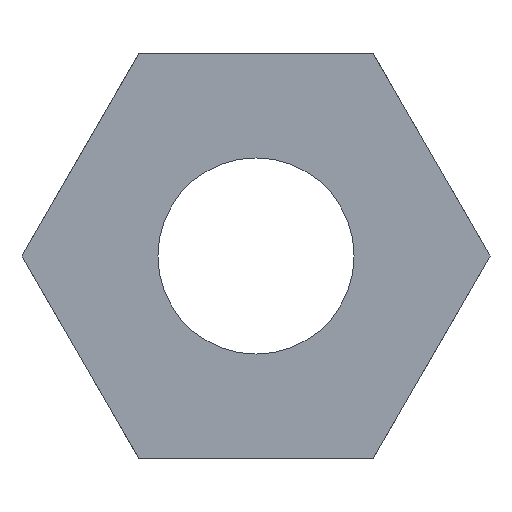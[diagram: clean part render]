
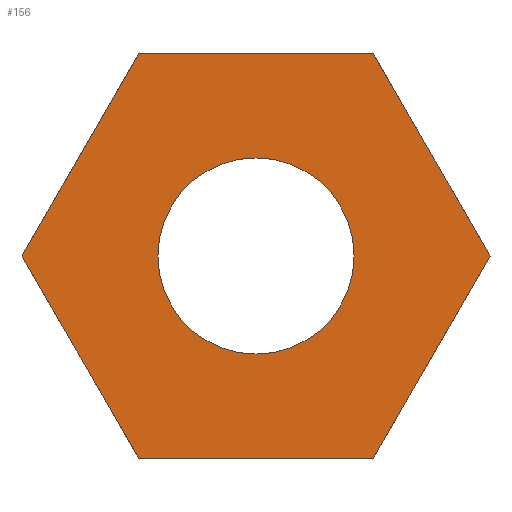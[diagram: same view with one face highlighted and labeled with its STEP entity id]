
A CAD part, front view. The second image highlights one B-rep face of the part: STEP entity #156.
In plain terms, the highlighted planar face has unit normal (0, -1, 0).
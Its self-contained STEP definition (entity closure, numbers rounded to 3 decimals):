
#7 = AXIS2_PLACEMENT_3D ( 'NONE', #108, #638, #822 ) ;
#27 = CARTESIAN_POINT ( 'NONE',  ( -89.489, 0., 0. ) ) ;
#63 = CARTESIAN_POINT ( 'NONE',  ( -44.745, 0., -77.5 ) ) ;
#76 = CARTESIAN_POINT ( 'NONE',  ( 44.745, 0., -77.5 ) ) ;
#78 = CIRCLE ( 'NONE', #7, 37.5 ) ;
#88 = LINE ( 'NONE', #229, #405 ) ;
#94 = CARTESIAN_POINT ( 'NONE',  ( 89.489, 0., 0. ) ) ;
#108 = CARTESIAN_POINT ( 'NONE',  ( 0., 0., 0. ) ) ;
#111 = LINE ( 'NONE', #27, #279 ) ;
#113 = VERTEX_POINT ( 'NONE', #94 ) ;
#117 = EDGE_LOOP ( 'NONE', ( #160, #827 ) ) ;
#120 = EDGE_CURVE ( 'NONE', #113, #555, #88, .T. ) ;
#121 = EDGE_CURVE ( 'NONE', #255, #725, #78, .T. ) ;
#125 = AXIS2_PLACEMENT_3D ( 'NONE', #520, #140, #578 ) ;
#140 = DIRECTION ( 'NONE',  ( 0., 1., 0. ) ) ;
#154 = CARTESIAN_POINT ( 'NONE',  ( 0., 0., 0. ) ) ;
#156 = ADVANCED_FACE ( 'NONE', ( #359, #428 ), #537, .F. ) ;
#160 = ORIENTED_EDGE ( 'NONE', *, *, #853, .T. ) ;
#167 = EDGE_CURVE ( 'NONE', #502, #714, #274, .T. ) ;
#173 = EDGE_LOOP ( 'NONE', ( #786, #195, #429, #442, #620, #719 ) ) ;
#189 = VECTOR ( 'NONE', #485, 1000. ) ;
#195 = ORIENTED_EDGE ( 'NONE', *, *, #667, .F. ) ;
#229 = CARTESIAN_POINT ( 'NONE',  ( 89.489, 0., 0. ) ) ;
#255 = VERTEX_POINT ( 'NONE', #481 ) ;
#274 = LINE ( 'NONE', #445, #865 ) ;
#279 = VECTOR ( 'NONE', #864, 1000. ) ;
#322 = VERTEX_POINT ( 'NONE', #808 ) ;
#328 = CARTESIAN_POINT ( 'NONE',  ( 0., 0., -37.5 ) ) ;
#331 = LINE ( 'NONE', #460, #387 ) ;
#352 = LINE ( 'NONE', #76, #189 ) ;
#359 = FACE_BOUND ( 'NONE', #117, .T. ) ;
#387 = VECTOR ( 'NONE', #867, 1000. ) ;
#405 = VECTOR ( 'NONE', #441, 1000. ) ;
#407 = CARTESIAN_POINT ( 'NONE',  ( -44.745, 0., 77.5 ) ) ;
#414 = DIRECTION ( 'NONE',  ( 0., 1., 0. ) ) ;
#428 = FACE_OUTER_BOUND ( 'NONE', #173, .T. ) ;
#429 = ORIENTED_EDGE ( 'NONE', *, *, #120, .F. ) ;
#441 = DIRECTION ( 'NONE',  ( -0.5, 0., -0.866 ) ) ;
#442 = ORIENTED_EDGE ( 'NONE', *, *, #748, .F. ) ;
#445 = CARTESIAN_POINT ( 'NONE',  ( -44.745, 0., 77.5 ) ) ;
#455 = AXIS2_PLACEMENT_3D ( 'NONE', #154, #414, #810 ) ;
#456 = LINE ( 'NONE', #63, #617 ) ;
#460 = CARTESIAN_POINT ( 'NONE',  ( 44.745, 0., 77.5 ) ) ;
#465 = EDGE_CURVE ( 'NONE', #322, #502, #111, .T. ) ;
#481 = CARTESIAN_POINT ( 'NONE',  ( 0., 0., 37.5 ) ) ;
#485 = DIRECTION ( 'NONE',  ( -1., 0., 0. ) ) ;
#502 = VERTEX_POINT ( 'NONE', #407 ) ;
#520 = CARTESIAN_POINT ( 'NONE',  ( 0., 0., 0. ) ) ;
#531 = CARTESIAN_POINT ( 'NONE',  ( 44.745, 0., -77.5 ) ) ;
#537 = PLANE ( 'NONE',  #125 ) ;
#552 = EDGE_CURVE ( 'NONE', #573, #322, #456, .T. ) ;
#555 = VERTEX_POINT ( 'NONE', #531 ) ;
#573 = VERTEX_POINT ( 'NONE', #868 ) ;
#578 = DIRECTION ( 'NONE',  ( 0., 0., 1. ) ) ;
#594 = CIRCLE ( 'NONE', #455, 37.5 ) ;
#617 = VECTOR ( 'NONE', #792, 1000. ) ;
#620 = ORIENTED_EDGE ( 'NONE', *, *, #167, .F. ) ;
#638 = DIRECTION ( 'NONE',  ( 0., 1., 0. ) ) ;
#649 = CARTESIAN_POINT ( 'NONE',  ( 44.745, 0., 77.5 ) ) ;
#667 = EDGE_CURVE ( 'NONE', #555, #573, #352, .T. ) ;
#708 = DIRECTION ( 'NONE',  ( 1., 0., 0. ) ) ;
#714 = VERTEX_POINT ( 'NONE', #649 ) ;
#719 = ORIENTED_EDGE ( 'NONE', *, *, #465, .F. ) ;
#725 = VERTEX_POINT ( 'NONE', #328 ) ;
#748 = EDGE_CURVE ( 'NONE', #714, #113, #331, .T. ) ;
#786 = ORIENTED_EDGE ( 'NONE', *, *, #552, .F. ) ;
#792 = DIRECTION ( 'NONE',  ( -0.5, 0., 0.866 ) ) ;
#808 = CARTESIAN_POINT ( 'NONE',  ( -89.489, 0., 0. ) ) ;
#810 = DIRECTION ( 'NONE',  ( 0., 0., 1. ) ) ;
#822 = DIRECTION ( 'NONE',  ( 0., 0., 1. ) ) ;
#827 = ORIENTED_EDGE ( 'NONE', *, *, #121, .T. ) ;
#853 = EDGE_CURVE ( 'NONE', #725, #255, #594, .T. ) ;
#864 = DIRECTION ( 'NONE',  ( 0.5, 0., 0.866 ) ) ;
#865 = VECTOR ( 'NONE', #708, 1000. ) ;
#867 = DIRECTION ( 'NONE',  ( 0.5, 0., -0.866 ) ) ;
#868 = CARTESIAN_POINT ( 'NONE',  ( -44.745, 0., -77.5 ) ) ;
